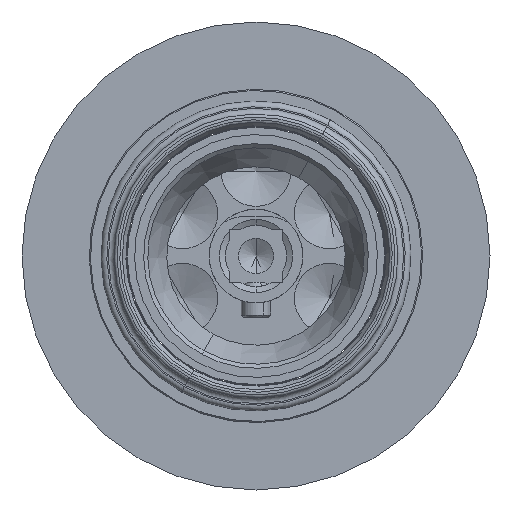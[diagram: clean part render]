
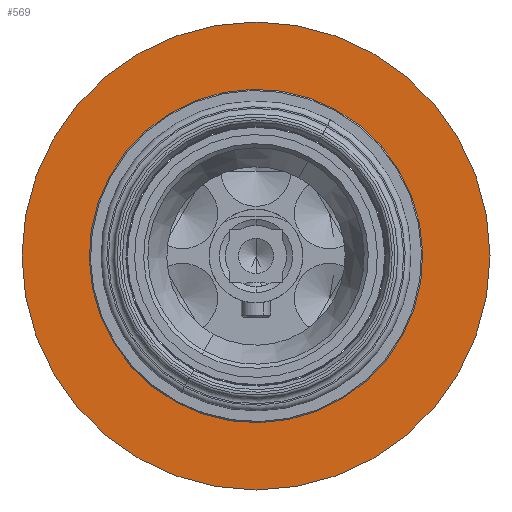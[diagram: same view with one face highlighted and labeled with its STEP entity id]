
A CAD part, front view. The second image highlights one B-rep face of the part: STEP entity #569.
In plain terms, the highlighted planar face has unit normal (0, -1, 0).
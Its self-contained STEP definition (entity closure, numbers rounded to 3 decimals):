
#433=CARTESIAN_POINT('Axis2P3D Location',(0.,0.,0.)) ;
#437=CARTESIAN_POINT('Vertex',(22.5,0.,0.)) ;
#439=CARTESIAN_POINT('Vertex',(-22.5,0.,0.)) ;
#468=CARTESIAN_POINT('Axis2P3D Location',(0.,0.,0.)) ;
#522=CARTESIAN_POINT('Vertex',(-40.,0.,0.)) ;
#525=CARTESIAN_POINT('Axis2P3D Location',(0.,0.,0.)) ;
#529=CARTESIAN_POINT('Vertex',(40.,0.,0.)) ;
#544=CARTESIAN_POINT('Axis2P3D Location',(0.,0.,0.)) ;
#556=CARTESIAN_POINT('Axis2P3D Location',(0.,0.,0.)) ;
#434=DIRECTION('Axis2P3D Direction',(0.,1.,-0.)) ;
#469=DIRECTION('Axis2P3D Direction',(0.,1.,-0.)) ;
#526=DIRECTION('Axis2P3D Direction',(0.,1.,-0.)) ;
#545=DIRECTION('Axis2P3D Direction',(0.,1.,-0.)) ;
#557=DIRECTION('Axis2P3D Direction',(0.,1.,-0.)) ;
#558=DIRECTION('Axis2P3D XDirection',(-1.,0.,0.)) ;
#435=AXIS2_PLACEMENT_3D('Circle Axis2P3D',#433,#434,$) ;
#470=AXIS2_PLACEMENT_3D('Circle Axis2P3D',#468,#469,$) ;
#527=AXIS2_PLACEMENT_3D('Circle Axis2P3D',#525,#526,$) ;
#546=AXIS2_PLACEMENT_3D('Circle Axis2P3D',#544,#545,$) ;
#559=AXIS2_PLACEMENT_3D('Plane Axis2P3D',#556,#557,#558) ;
#436=CIRCLE('generated circle',#435,22.5) ;
#471=CIRCLE('generated circle',#470,22.5) ;
#528=CIRCLE('generated circle',#527,40.) ;
#547=CIRCLE('generated circle',#546,40.) ;
#560=PLANE('',#559) ;
#568=FACE_BOUND('',#565,.T.) ;
#441=EDGE_CURVE('',#438,#440,#436,.T.) ;
#472=EDGE_CURVE('',#440,#438,#471,.T.) ;
#531=EDGE_CURVE('',#523,#530,#528,.T.) ;
#548=EDGE_CURVE('',#530,#523,#547,.T.) ;
#562=ORIENTED_EDGE('',*,*,#548,.F.) ;
#563=ORIENTED_EDGE('',*,*,#531,.F.) ;
#566=ORIENTED_EDGE('',*,*,#441,.T.) ;
#567=ORIENTED_EDGE('',*,*,#472,.T.) ;
#561=EDGE_LOOP('',(#562,#563)) ;
#565=EDGE_LOOP('',(#566,#567)) ;
#438=VERTEX_POINT('',#437) ;
#440=VERTEX_POINT('',#439) ;
#523=VERTEX_POINT('',#522) ;
#530=VERTEX_POINT('',#529) ;
#569=ADVANCED_FACE('PartBody',(#564,#568),#560,.F.) ;
#564=FACE_OUTER_BOUND('',#561,.T.) ;
